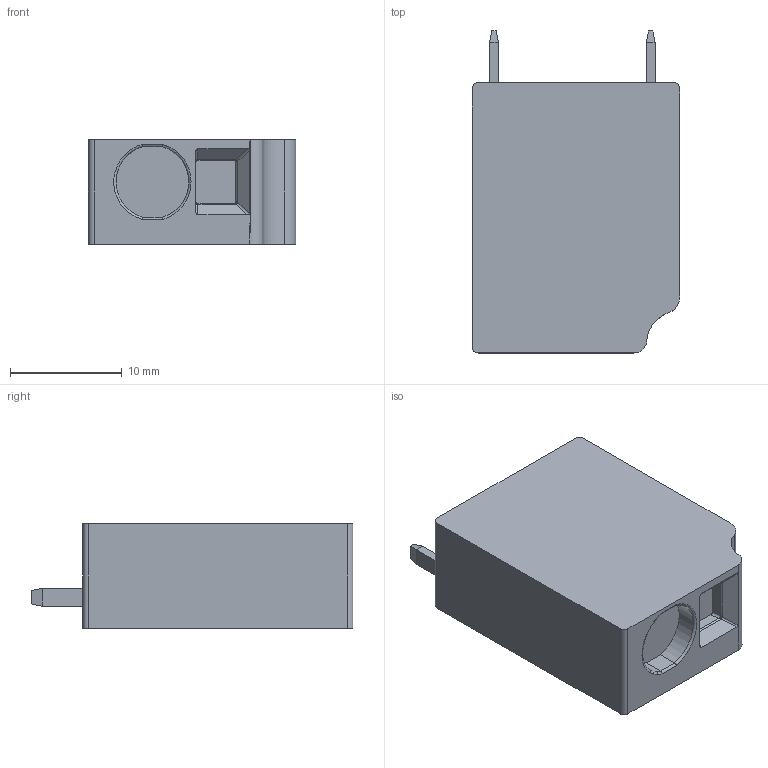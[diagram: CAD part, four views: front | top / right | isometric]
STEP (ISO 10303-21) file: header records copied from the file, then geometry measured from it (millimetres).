
FILE_DESCRIPTION (( 'STEP AP203' ), '1' );
FILE_NAME ('MPX410-750201.STEP', '2018-07-10T00:13:46', ( 'AcerPC' ), ( 'DECA' ), 'SwSTEP 2.0', 'SolidWorks 2012', '' );
FILE_SCHEMA (( 'CONFIG_CONTROL_DESIGN' ));
Length unit declared in the file: millimetre
Products named in the file (1): MPX410-750201
Bounding box: 18.5 x 28.75 x 9.3 mm (x, y, z)
Volume: 3971.6 mm3; surface area: 1747.9 mm2
Topology: 2 solids, 2 shells, 69 faces, 169 edges, 107 vertices
Faces by surface type: plane 36, cylinder 23, bspline 6, torus 4
Entity records: 2225 total; most frequent: CARTESIAN_POINT 579, ORIENTED_EDGE 338, DIRECTION 304, EDGE_CURVE 169, VECTOR 108, LINE 108, VERTEX_POINT 107, AXIS2_PLACEMENT_3D 98
